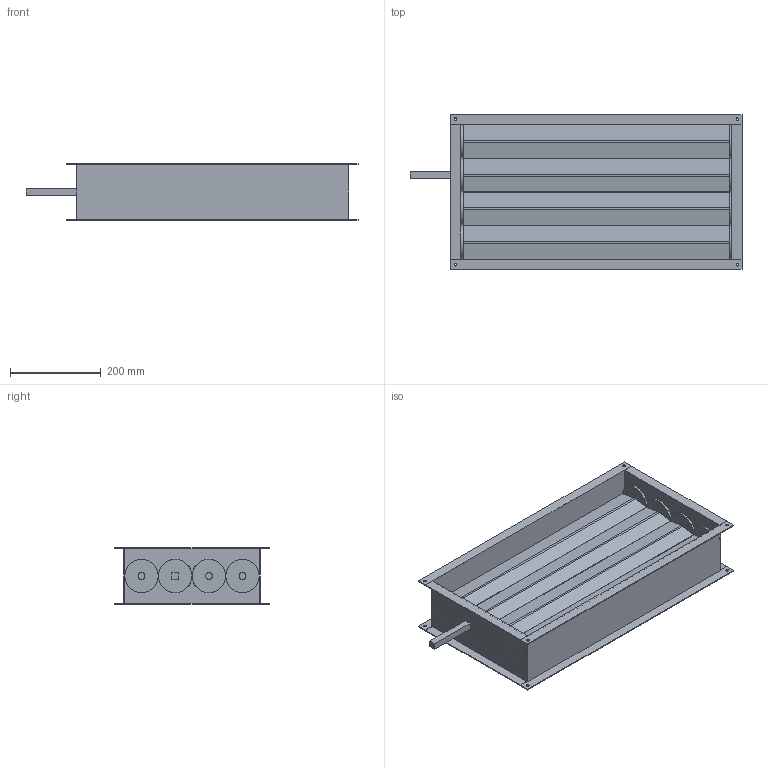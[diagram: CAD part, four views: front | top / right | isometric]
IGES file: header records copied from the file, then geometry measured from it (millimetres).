
Start section: SolidWorks IGES file using analytic representation for surfaces
Global section: file name: RKP 28.IGS; native system: SolidWorks 2017; preprocessor: SolidWorks 2017; author: Qube3-CAD; date: 200605.164049; units: millimetre
Bounding box: 730 x 340 x 124 mm (x, y, z)
Surface area: 993481.3 mm2 (no closed solid volume)
Topology: 0 solids, 0 shells, 191 faces, 2824 edges, 2824 vertices
Faces by surface type: bspline 139, revolution 52
